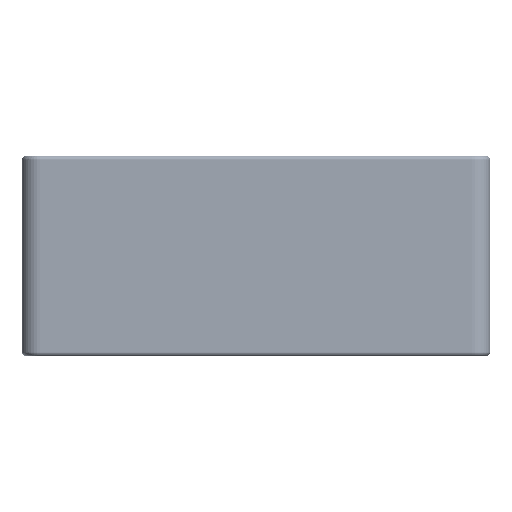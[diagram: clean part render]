
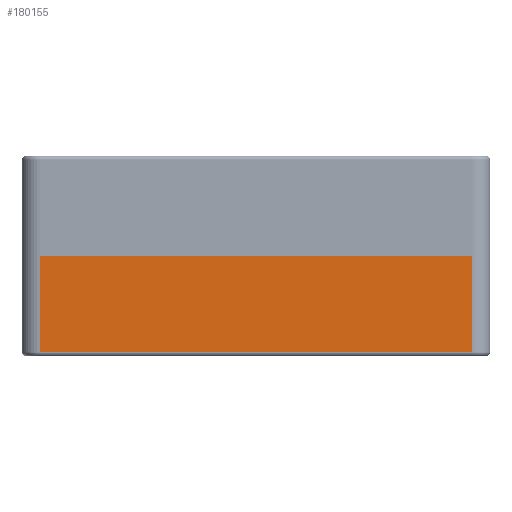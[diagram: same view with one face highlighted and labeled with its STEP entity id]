
A CAD part, front view. The second image highlights one B-rep face of the part: STEP entity #180155.
In plain terms, the highlighted planar face has unit normal (0, -1, 0).
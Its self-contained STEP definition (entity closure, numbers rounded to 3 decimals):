
#4780 = DIRECTION ( 'NONE',  ( 0., 0., 1. ) ) ;
#9406 = VECTOR ( 'NONE', #21312, 1000. ) ;
#14933 = CARTESIAN_POINT ( 'NONE',  ( 47.5, -57., 1. ) ) ;
#21312 = DIRECTION ( 'NONE',  ( 1., 0., 0. ) ) ;
#23892 = VERTEX_POINT ( 'NONE', #196417 ) ;
#59900 = ORIENTED_EDGE ( 'NONE', *, *, #98841, .F. ) ;
#69460 = EDGE_CURVE ( 'NONE', #139424, #23892, #78713, .T. ) ;
#76672 = VECTOR ( 'NONE', #95301, 1000. ) ;
#78713 = LINE ( 'NONE', #251494, #76672 ) ;
#82320 = VECTOR ( 'NONE', #202608, 1000. ) ;
#88059 = VECTOR ( 'NONE', #147256, 1000. ) ;
#95301 = DIRECTION ( 'NONE',  ( 0., 0., -1. ) ) ;
#98841 = EDGE_CURVE ( 'NONE', #139424, #149597, #176346, .T. ) ;
#102578 = CARTESIAN_POINT ( 'NONE',  ( 0., -57., 22. ) ) ;
#119355 = EDGE_CURVE ( 'NONE', #23892, #224288, #189151, .T. ) ;
#120404 = PLANE ( 'NONE',  #177148 ) ;
#127654 = LINE ( 'NONE', #149247, #82320 ) ;
#133207 = CARTESIAN_POINT ( 'NONE',  ( 0., -57., 1. ) ) ;
#139424 = VERTEX_POINT ( 'NONE', #174688 ) ;
#147256 = DIRECTION ( 'NONE',  ( 1., 0., 0. ) ) ;
#149247 = CARTESIAN_POINT ( 'NONE',  ( 47.5, -57., 22. ) ) ;
#149597 = VERTEX_POINT ( 'NONE', #215877 ) ;
#174688 = CARTESIAN_POINT ( 'NONE',  ( -47.5, -57., 22. ) ) ;
#175114 = DIRECTION ( 'NONE',  ( 0., 1., 0. ) ) ;
#176346 = LINE ( 'NONE', #102578, #9406 ) ;
#177148 = AXIS2_PLACEMENT_3D ( 'NONE', #197908, #175114, #4780 ) ;
#180155 = ADVANCED_FACE ( 'NONE', ( #219446 ), #120404, .F. ) ;
#181470 = EDGE_LOOP ( 'NONE', ( #247118, #238308, #184305, #59900 ) ) ;
#184305 = ORIENTED_EDGE ( 'NONE', *, *, #195699, .F. ) ;
#189151 = LINE ( 'NONE', #133207, #88059 ) ;
#195699 = EDGE_CURVE ( 'NONE', #149597, #224288, #127654, .T. ) ;
#196417 = CARTESIAN_POINT ( 'NONE',  ( -47.5, -57., 1. ) ) ;
#197908 = CARTESIAN_POINT ( 'NONE',  ( 0., -57., 22. ) ) ;
#202608 = DIRECTION ( 'NONE',  ( 0., 0., -1. ) ) ;
#215877 = CARTESIAN_POINT ( 'NONE',  ( 47.5, -57., 22. ) ) ;
#219446 = FACE_OUTER_BOUND ( 'NONE', #181470, .T. ) ;
#224288 = VERTEX_POINT ( 'NONE', #14933 ) ;
#238308 = ORIENTED_EDGE ( 'NONE', *, *, #119355, .T. ) ;
#247118 = ORIENTED_EDGE ( 'NONE', *, *, #69460, .T. ) ;
#251494 = CARTESIAN_POINT ( 'NONE',  ( -47.5, -57., 22. ) ) ;
